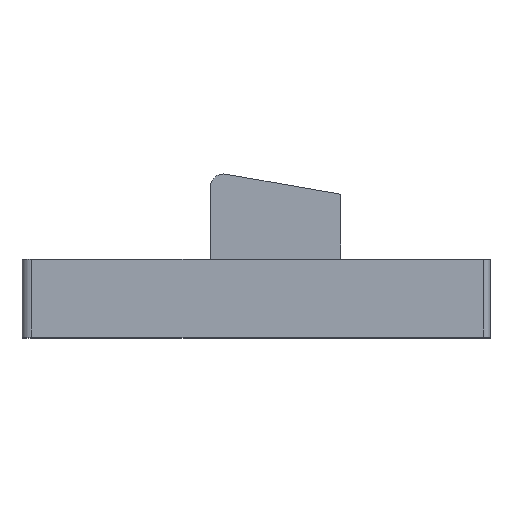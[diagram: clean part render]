
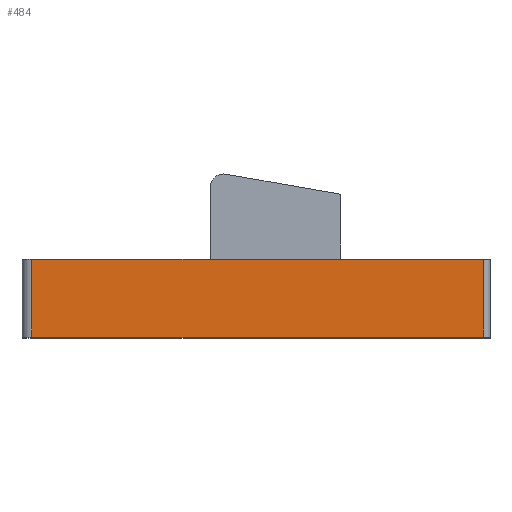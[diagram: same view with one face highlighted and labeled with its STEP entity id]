
A CAD part, top view. The second image highlights one B-rep face of the part: STEP entity #484.
In plain terms, the highlighted planar face has unit normal (0, 0, 1).
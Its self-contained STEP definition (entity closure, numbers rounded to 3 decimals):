
#231 = CARTESIAN_POINT ( 'NONE',  ( 15., 6., 21. ) ) ;
#352 = ORIENTED_EDGE ( 'NONE', *, *, #556, .F. ) ;
#409 = CARTESIAN_POINT ( 'NONE',  ( -20.25, 6., 21. ) ) ;
#484 = ADVANCED_FACE ( 'NONE', ( #1763 ), #1137, .T. ) ;
#556 = EDGE_CURVE ( 'NONE', #1346, #594, #2682, .T. ) ;
#576 = LINE ( 'NONE', #409, #2906 ) ;
#594 = VERTEX_POINT ( 'NONE', #608 ) ;
#608 = CARTESIAN_POINT ( 'NONE',  ( -20.25, 0., 21. ) ) ;
#619 = CARTESIAN_POINT ( 'NONE',  ( 14.5, 6., 21. ) ) ;
#633 = DIRECTION ( 'NONE',  ( 0., -1., 0. ) ) ;
#682 = VECTOR ( 'NONE', #2429, 1000. ) ;
#767 = ORIENTED_EDGE ( 'NONE', *, *, #2206, .T. ) ;
#1036 = DIRECTION ( 'NONE',  ( -1., 0., 0. ) ) ;
#1130 = ORIENTED_EDGE ( 'NONE', *, *, #1565, .T. ) ;
#1137 = PLANE ( 'NONE',  #2479 ) ;
#1213 = CARTESIAN_POINT ( 'NONE',  ( 14.5, 0., 21. ) ) ;
#1232 = VERTEX_POINT ( 'NONE', #2196 ) ;
#1334 = DIRECTION ( 'NONE',  ( -1., 0., 0. ) ) ;
#1346 = VERTEX_POINT ( 'NONE', #1213 ) ;
#1364 = DIRECTION ( 'NONE',  ( 1., 0., 0. ) ) ;
#1497 = LINE ( 'NONE', #1780, #2631 ) ;
#1565 = EDGE_CURVE ( 'NONE', #1346, #1801, #1960, .T. ) ;
#1704 = EDGE_LOOP ( 'NONE', ( #2690, #767, #352, #1130 ) ) ;
#1763 = FACE_OUTER_BOUND ( 'NONE', #1704, .T. ) ;
#1780 = CARTESIAN_POINT ( 'NONE',  ( 15., 6., 21. ) ) ;
#1801 = VERTEX_POINT ( 'NONE', #1842 ) ;
#1842 = CARTESIAN_POINT ( 'NONE',  ( 14.5, 6., 21. ) ) ;
#1854 = CARTESIAN_POINT ( 'NONE',  ( 15., 0., 21. ) ) ;
#1960 = LINE ( 'NONE', #619, #682 ) ;
#2136 = VECTOR ( 'NONE', #1036, 1000. ) ;
#2196 = CARTESIAN_POINT ( 'NONE',  ( -20.25, 6., 21. ) ) ;
#2206 = EDGE_CURVE ( 'NONE', #1232, #594, #576, .T. ) ;
#2278 = EDGE_CURVE ( 'NONE', #1801, #1232, #1497, .T. ) ;
#2429 = DIRECTION ( 'NONE',  ( 0., 1., 0. ) ) ;
#2479 = AXIS2_PLACEMENT_3D ( 'NONE', #231, #2730, #1364 ) ;
#2631 = VECTOR ( 'NONE', #1334, 1000. ) ;
#2682 = LINE ( 'NONE', #1854, #2136 ) ;
#2690 = ORIENTED_EDGE ( 'NONE', *, *, #2278, .T. ) ;
#2730 = DIRECTION ( 'NONE',  ( 0., 0., 1. ) ) ;
#2906 = VECTOR ( 'NONE', #633, 1000. ) ;
